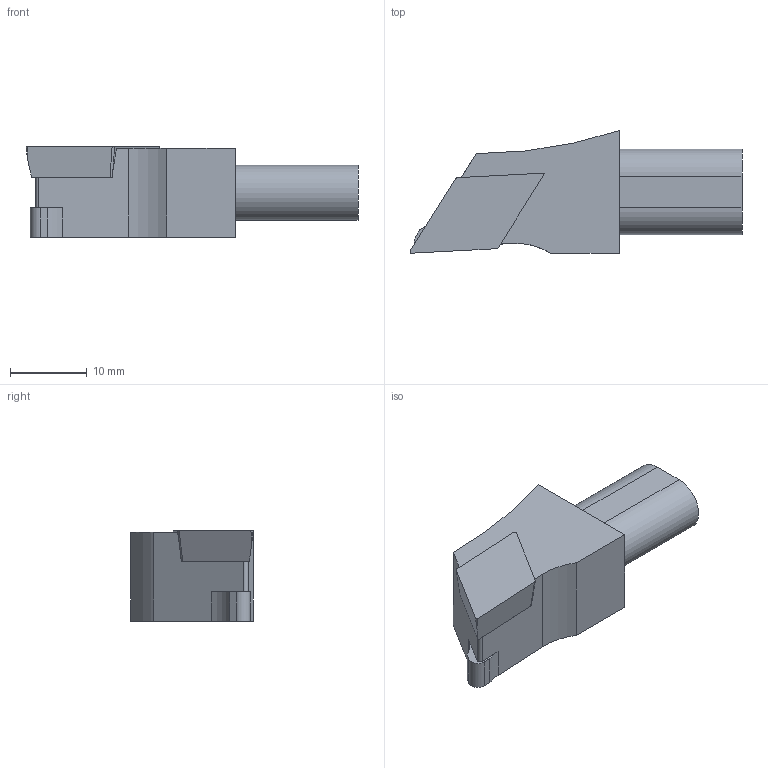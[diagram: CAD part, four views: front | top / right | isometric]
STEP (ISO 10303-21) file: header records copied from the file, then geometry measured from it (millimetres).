
FILE_DESCRIPTION(/* description */ (''),/* implementation_level */ '2;1');
FILE_NAME(/* name */ 'SDJCR-12X43.3-11-H.stp',/* time_stamp */ '2023-11-09T13:39:36+03:00',/* author */ (''),/* organization */ (''),/* preprocessor_version */ 'ST-DEVELOPER v19.4',/* originating_system */ 'SIEMENS PLM Software NX2306.3001',/* authorisation */ '');
FILE_SCHEMA (('AUTOMOTIVE_DESIGN { 1 0 10303 214 3 1 1 1 }'));
Length unit declared in the file: millimetre
Products named in the file (2): DCGT 11T302; SDJCR-12X43.3-11-H
Assembly tree (1 placements, depth 2):
  SDJCR-12X43.3-11-H
    DCGT 11T302
Bounding box: 43.31 x 16 x 11.8 mm (x, y, z)
Volume: 4622.3 mm3; surface area: 2341.9 mm2
Topology: 2 solids, 2 shells, 33 faces, 86 edges, 56 vertices
Faces by surface type: plane 21, cylinder 10, cone 2
Entity records: 1049 total; most frequent: DIRECTION 176, CARTESIAN_POINT 175, ORIENTED_EDGE 168, EDGE_CURVE 84, LINE 62, VECTOR 62, AXIS2_PLACEMENT_3D 57, VERTEX_POINT 56
